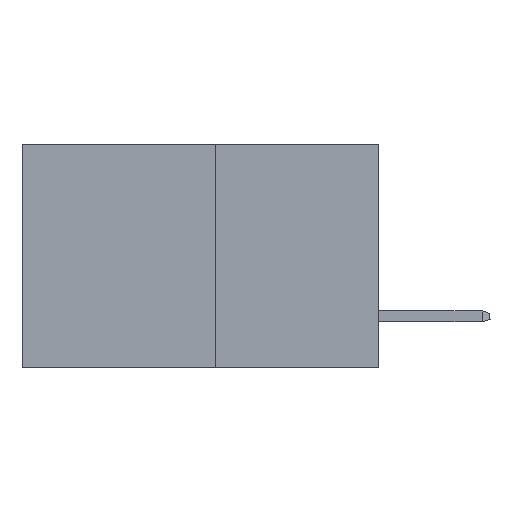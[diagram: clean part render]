
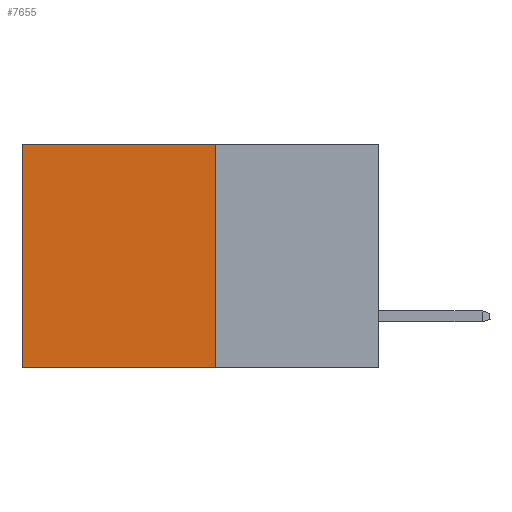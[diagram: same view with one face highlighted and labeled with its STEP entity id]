
A CAD part, left-side view. The second image highlights one B-rep face of the part: STEP entity #7655.
In plain terms, the highlighted planar face has unit normal (-1, 0, 0).
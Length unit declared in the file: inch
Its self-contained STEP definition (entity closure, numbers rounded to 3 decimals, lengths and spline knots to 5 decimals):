
#120 = CARTESIAN_POINT ( 'NONE',  ( 0.277, 0.27, -0.37 ) ) ;
#396 = EDGE_CURVE ( 'NONE', #9883, #10010, #5835, .T. ) ;
#526 = CARTESIAN_POINT ( 'NONE',  ( 0.277, 0.27, 0. ) ) ;
#940 = VERTEX_POINT ( 'NONE', #5218 ) ;
#1071 = DIRECTION ( 'NONE',  ( 0., 0., -1. ) ) ;
#1799 = ORIENTED_EDGE ( 'NONE', *, *, #8483, .F. ) ;
#2283 = VECTOR ( 'NONE', #8434, 39.37008 ) ;
#2408 = CARTESIAN_POINT ( 'NONE',  ( 0.277, 0.59, -0.37 ) ) ;
#2692 = CARTESIAN_POINT ( 'NONE',  ( 0.277, 0.59, -0.37 ) ) ;
#3124 = CARTESIAN_POINT ( 'NONE',  ( 0.277, 0.27, -0.37 ) ) ;
#3585 = EDGE_LOOP ( 'NONE', ( #4802, #1799, #6228, #11479 ) ) ;
#3780 = PLANE ( 'NONE',  #11130 ) ;
#4020 = DIRECTION ( 'NONE',  ( 0., 1., 0. ) ) ;
#4036 = DIRECTION ( 'NONE',  ( 0., 1., 0. ) ) ;
#4802 = ORIENTED_EDGE ( 'NONE', *, *, #11160, .T. ) ;
#5218 = CARTESIAN_POINT ( 'NONE',  ( 0.277, 0.59, 0. ) ) ;
#5315 = LINE ( 'NONE', #2692, #7046 ) ;
#5835 = LINE ( 'NONE', #11391, #2283 ) ;
#6106 = VECTOR ( 'NONE', #4036, 39.37008 ) ;
#6228 = ORIENTED_EDGE ( 'NONE', *, *, #396, .F. ) ;
#6304 = DIRECTION ( 'NONE',  ( 0., 0., -1. ) ) ;
#6510 = DIRECTION ( 'NONE',  ( 1., 0., 0. ) ) ;
#7046 = VECTOR ( 'NONE', #6304, 39.37008 ) ;
#7655 = ADVANCED_FACE ( 'NONE', ( #11577 ), #3780, .F. ) ;
#8434 = DIRECTION ( 'NONE',  ( 0., 0., -1. ) ) ;
#8483 = EDGE_CURVE ( 'NONE', #10010, #11614, #10544, .T. ) ;
#8606 = LINE ( 'NONE', #10282, #10669 ) ;
#9103 = EDGE_CURVE ( 'NONE', #9883, #940, #8606, .T. ) ;
#9883 = VERTEX_POINT ( 'NONE', #526 ) ;
#10010 = VERTEX_POINT ( 'NONE', #11514 ) ;
#10282 = CARTESIAN_POINT ( 'NONE',  ( 0.277, 0.27, 0. ) ) ;
#10544 = LINE ( 'NONE', #3124, #6106 ) ;
#10669 = VECTOR ( 'NONE', #4020, 39.37008 ) ;
#11130 = AXIS2_PLACEMENT_3D ( 'NONE', #120, #6510, #1071 ) ;
#11160 = EDGE_CURVE ( 'NONE', #940, #11614, #5315, .T. ) ;
#11391 = CARTESIAN_POINT ( 'NONE',  ( 0.277, 0.27, -0.37 ) ) ;
#11479 = ORIENTED_EDGE ( 'NONE', *, *, #9103, .T. ) ;
#11514 = CARTESIAN_POINT ( 'NONE',  ( 0.277, 0.27, -0.37 ) ) ;
#11577 = FACE_OUTER_BOUND ( 'NONE', #3585, .T. ) ;
#11614 = VERTEX_POINT ( 'NONE', #2408 ) ;
